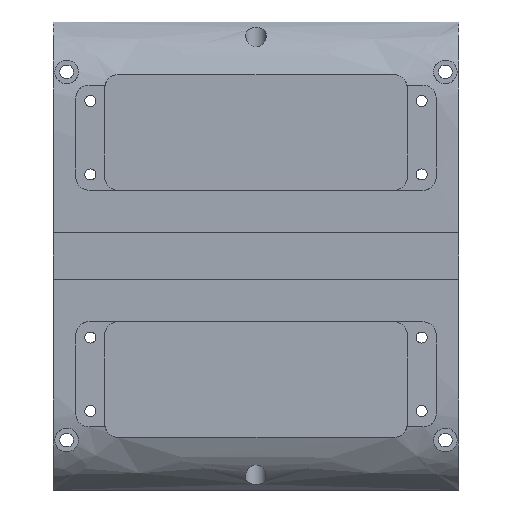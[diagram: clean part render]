
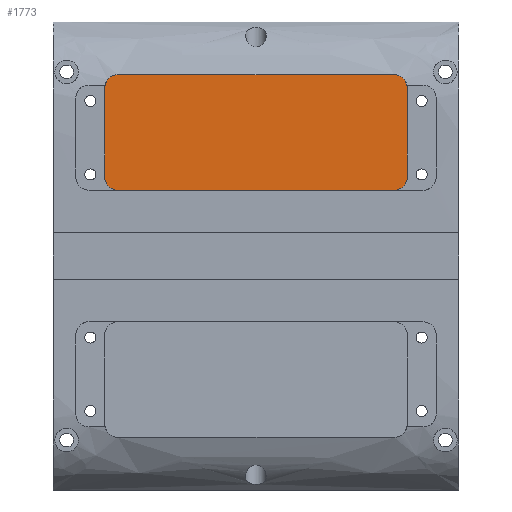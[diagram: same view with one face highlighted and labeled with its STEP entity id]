
A CAD part, front view. The second image highlights one B-rep face of the part: STEP entity #1773.
In plain terms, the highlighted planar face has unit normal (0, -1, 0).
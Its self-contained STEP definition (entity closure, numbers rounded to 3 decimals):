
#154 = AXIS2_PLACEMENT_3D ( 'NONE', #3735, #776, #2771 ) ;
#227 = EDGE_CURVE ( 'NONE', #3815, #3658, #4189, .T. ) ;
#316 = DIRECTION ( 'NONE',  ( 0., -1., 0. ) ) ;
#573 = VERTEX_POINT ( 'NONE', #1993 ) ;
#590 = ORIENTED_EDGE ( 'NONE', *, *, #1351, .T. ) ;
#621 = CARTESIAN_POINT ( 'NONE',  ( -57.5, 18., 30. ) ) ;
#691 = DIRECTION ( 'NONE',  ( 0., 1., 0. ) ) ;
#714 = EDGE_CURVE ( 'NONE', #3802, #1280, #4084, .T. ) ;
#737 = DIRECTION ( 'NONE',  ( 0., 0., -1. ) ) ;
#776 = DIRECTION ( 'NONE',  ( 0., -1., 0. ) ) ;
#973 = CARTESIAN_POINT ( 'NONE',  ( 0., 18., 0. ) ) ;
#1120 = CIRCLE ( 'NONE', #2371, 5. ) ;
#1140 = VECTOR ( 'NONE', #737, 1000. ) ;
#1202 = VERTEX_POINT ( 'NONE', #4047 ) ;
#1280 = VERTEX_POINT ( 'NONE', #4044 ) ;
#1291 = PLANE ( 'NONE',  #3022 ) ;
#1298 = DIRECTION ( 'NONE',  ( 0., -1., 0. ) ) ;
#1351 = EDGE_CURVE ( 'NONE', #3501, #1637, #1590, .T. ) ;
#1460 = EDGE_LOOP ( 'NONE', ( #3599, #3057, #2475, #2676, #1651, #590, #3218, #3311 ) ) ;
#1484 = EDGE_CURVE ( 'NONE', #1202, #1637, #2144, .T. ) ;
#1527 = EDGE_CURVE ( 'NONE', #3501, #573, #1930, .T. ) ;
#1555 = CARTESIAN_POINT ( 'NONE',  ( 52.5, 18., 30. ) ) ;
#1590 = CIRCLE ( 'NONE', #3481, 5. ) ;
#1637 = VERTEX_POINT ( 'NONE', #1860 ) ;
#1651 = ORIENTED_EDGE ( 'NONE', *, *, #1527, .F. ) ;
#1684 = VECTOR ( 'NONE', #1999, 1000. ) ;
#1690 = DIRECTION ( 'NONE',  ( 0., 0., 1. ) ) ;
#1700 = CIRCLE ( 'NONE', #154, 5. ) ;
#1773 = ADVANCED_FACE ( 'NONE', ( #2749 ), #1291, .F. ) ;
#1860 = CARTESIAN_POINT ( 'NONE',  ( 57.5, 18., 30. ) ) ;
#1930 = LINE ( 'NONE', #3953, #1684 ) ;
#1993 = CARTESIAN_POINT ( 'NONE',  ( -52.5, 18., 25. ) ) ;
#1999 = DIRECTION ( 'NONE',  ( -1., 0., 0. ) ) ;
#2144 = LINE ( 'NONE', #2339, #1140 ) ;
#2283 = EDGE_CURVE ( 'NONE', #1202, #1280, #1120, .T. ) ;
#2333 = EDGE_CURVE ( 'NONE', #3815, #573, #3747, .T. ) ;
#2339 = CARTESIAN_POINT ( 'NONE',  ( 57.5, 18., 69. ) ) ;
#2371 = AXIS2_PLACEMENT_3D ( 'NONE', #3181, #316, #2544 ) ;
#2462 = VECTOR ( 'NONE', #2998, 1000. ) ;
#2475 = ORIENTED_EDGE ( 'NONE', *, *, #227, .F. ) ;
#2534 = DIRECTION ( 'NONE',  ( 0., -1., 0. ) ) ;
#2544 = DIRECTION ( 'NONE',  ( 0., 0., 1. ) ) ;
#2569 = CARTESIAN_POINT ( 'NONE',  ( 52.5, 18., 25. ) ) ;
#2588 = CARTESIAN_POINT ( 'NONE',  ( -57.5, 18., 69. ) ) ;
#2595 = AXIS2_PLACEMENT_3D ( 'NONE', #3228, #1298, #3557 ) ;
#2676 = ORIENTED_EDGE ( 'NONE', *, *, #2333, .T. ) ;
#2719 = CARTESIAN_POINT ( 'NONE',  ( -57.5, 18., 69. ) ) ;
#2749 = FACE_OUTER_BOUND ( 'NONE', #1460, .T. ) ;
#2771 = DIRECTION ( 'NONE',  ( 0., 0., 1. ) ) ;
#2869 = EDGE_CURVE ( 'NONE', #3802, #3658, #1700, .T. ) ;
#2877 = CARTESIAN_POINT ( 'NONE',  ( -52.5, 18., 69. ) ) ;
#2998 = DIRECTION ( 'NONE',  ( 1., 0., 0. ) ) ;
#3022 = AXIS2_PLACEMENT_3D ( 'NONE', #973, #691, #3244 ) ;
#3031 = CARTESIAN_POINT ( 'NONE',  ( -57.5, 18., 64. ) ) ;
#3057 = ORIENTED_EDGE ( 'NONE', *, *, #2869, .T. ) ;
#3181 = CARTESIAN_POINT ( 'NONE',  ( 52.5, 18., 64. ) ) ;
#3218 = ORIENTED_EDGE ( 'NONE', *, *, #1484, .F. ) ;
#3228 = CARTESIAN_POINT ( 'NONE',  ( -52.5, 18., 30. ) ) ;
#3244 = DIRECTION ( 'NONE',  ( 0., 0., 1. ) ) ;
#3311 = ORIENTED_EDGE ( 'NONE', *, *, #2283, .T. ) ;
#3426 = VECTOR ( 'NONE', #1690, 1000. ) ;
#3481 = AXIS2_PLACEMENT_3D ( 'NONE', #1555, #2534, #3576 ) ;
#3501 = VERTEX_POINT ( 'NONE', #2569 ) ;
#3557 = DIRECTION ( 'NONE',  ( 0., 0., 1. ) ) ;
#3576 = DIRECTION ( 'NONE',  ( 0., 0., 1. ) ) ;
#3599 = ORIENTED_EDGE ( 'NONE', *, *, #714, .F. ) ;
#3658 = VERTEX_POINT ( 'NONE', #3031 ) ;
#3735 = CARTESIAN_POINT ( 'NONE',  ( -52.5, 18., 64. ) ) ;
#3747 = CIRCLE ( 'NONE', #2595, 5. ) ;
#3802 = VERTEX_POINT ( 'NONE', #2877 ) ;
#3815 = VERTEX_POINT ( 'NONE', #621 ) ;
#3953 = CARTESIAN_POINT ( 'NONE',  ( -57.5, 18., 25. ) ) ;
#4044 = CARTESIAN_POINT ( 'NONE',  ( 52.5, 18., 69. ) ) ;
#4047 = CARTESIAN_POINT ( 'NONE',  ( 57.5, 18., 64. ) ) ;
#4084 = LINE ( 'NONE', #2719, #2462 ) ;
#4189 = LINE ( 'NONE', #2588, #3426 ) ;
